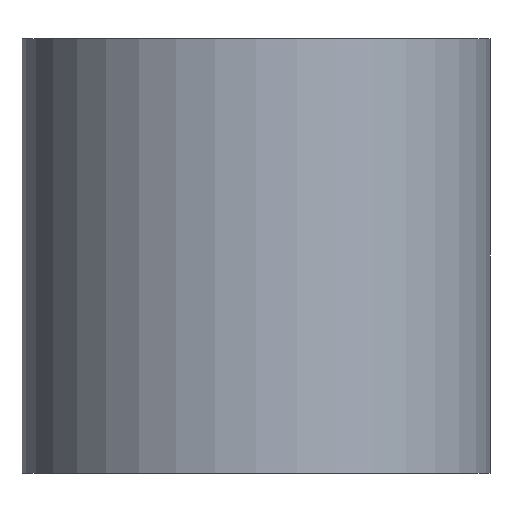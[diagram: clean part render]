
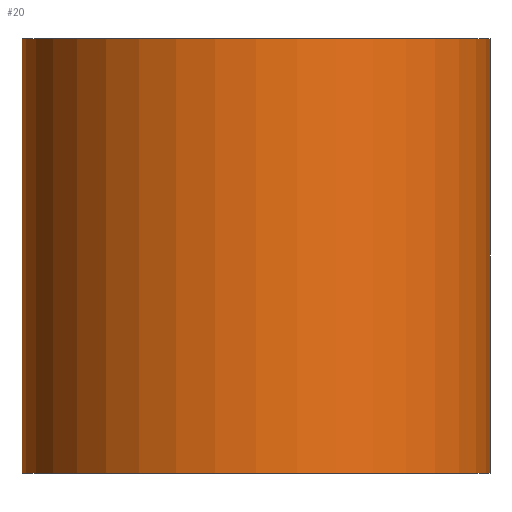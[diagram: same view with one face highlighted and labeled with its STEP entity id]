
A CAD part, front view. The second image highlights one B-rep face of the part: STEP entity #20.
In plain terms, the highlighted cylindrical face has radius 28.4 mm (diameter 56.8 mm), a partial arc.
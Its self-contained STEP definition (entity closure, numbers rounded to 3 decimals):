
#20 = ADVANCED_FACE ( 'NONE', ( #438 ), #1174, .T. ) ;
#45 = CARTESIAN_POINT ( 'NONE',  ( 28.4, 0., 52.75 ) ) ;
#54 = DIRECTION ( 'NONE',  ( 1., 0., 0. ) ) ;
#136 = DIRECTION ( 'NONE',  ( 0., 0., 1. ) ) ;
#178 = VERTEX_POINT ( 'NONE', #45 ) ;
#346 = CIRCLE ( 'NONE', #347, 28.4 ) ;
#347 = AXIS2_PLACEMENT_3D ( 'NONE', #419, #136, #1186 ) ;
#362 = DIRECTION ( 'NONE',  ( 0., 0., 1. ) ) ;
#419 = CARTESIAN_POINT ( 'NONE',  ( 0., 0., 0. ) ) ;
#438 = FACE_OUTER_BOUND ( 'NONE', #1682, .T. ) ;
#524 = EDGE_CURVE ( 'NONE', #1249, #1510, #346, .T. ) ;
#558 = EDGE_CURVE ( 'NONE', #960, #1249, #1300, .T. ) ;
#583 = DIRECTION ( 'NONE',  ( 0., 0., -1. ) ) ;
#593 = AXIS2_PLACEMENT_3D ( 'NONE', #1624, #583, #1166 ) ;
#595 = CIRCLE ( 'NONE', #1732, 28.4 ) ;
#655 = CARTESIAN_POINT ( 'NONE',  ( -28.4, 0., 0. ) ) ;
#723 = CARTESIAN_POINT ( 'NONE',  ( -28.4, 0., 52.75 ) ) ;
#774 = CARTESIAN_POINT ( 'NONE',  ( 0., 0., 52.75 ) ) ;
#800 = VECTOR ( 'NONE', #1113, 1000. ) ;
#807 = EDGE_CURVE ( 'NONE', #960, #178, #595, .T. ) ;
#960 = VERTEX_POINT ( 'NONE', #1742 ) ;
#1113 = DIRECTION ( 'NONE',  ( 0., 0., -1. ) ) ;
#1166 = DIRECTION ( 'NONE',  ( -1., 0., 0. ) ) ;
#1174 = CYLINDRICAL_SURFACE ( 'NONE', #593, 28.4 ) ;
#1186 = DIRECTION ( 'NONE',  ( 1., 0., 0. ) ) ;
#1226 = CARTESIAN_POINT ( 'NONE',  ( 28.4, 0., 0. ) ) ;
#1249 = VERTEX_POINT ( 'NONE', #655 ) ;
#1262 = LINE ( 'NONE', #1278, #800 ) ;
#1278 = CARTESIAN_POINT ( 'NONE',  ( 28.4, 0., 52.75 ) ) ;
#1300 = LINE ( 'NONE', #723, #1817 ) ;
#1342 = EDGE_CURVE ( 'NONE', #178, #1510, #1262, .T. ) ;
#1453 = ORIENTED_EDGE ( 'NONE', *, *, #558, .T. ) ;
#1510 = VERTEX_POINT ( 'NONE', #1226 ) ;
#1618 = ORIENTED_EDGE ( 'NONE', *, *, #1342, .F. ) ;
#1624 = CARTESIAN_POINT ( 'NONE',  ( 0., 0., 52.75 ) ) ;
#1682 = EDGE_LOOP ( 'NONE', ( #1618, #1852, #1453, #1779 ) ) ;
#1732 = AXIS2_PLACEMENT_3D ( 'NONE', #774, #362, #54 ) ;
#1742 = CARTESIAN_POINT ( 'NONE',  ( -28.4, 0., 52.75 ) ) ;
#1779 = ORIENTED_EDGE ( 'NONE', *, *, #524, .T. ) ;
#1817 = VECTOR ( 'NONE', #1855, 1000. ) ;
#1852 = ORIENTED_EDGE ( 'NONE', *, *, #807, .F. ) ;
#1855 = DIRECTION ( 'NONE',  ( 0., 0., -1. ) ) ;
